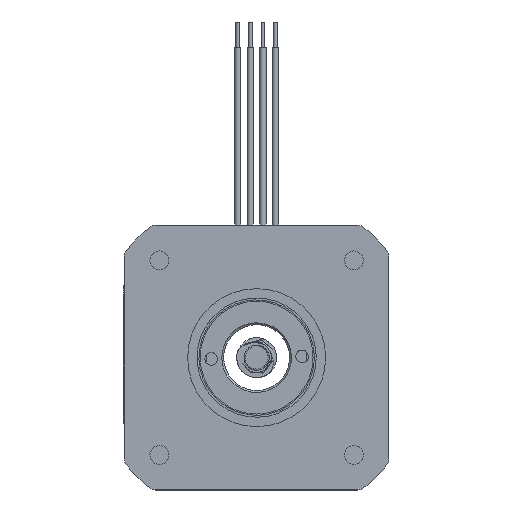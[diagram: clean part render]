
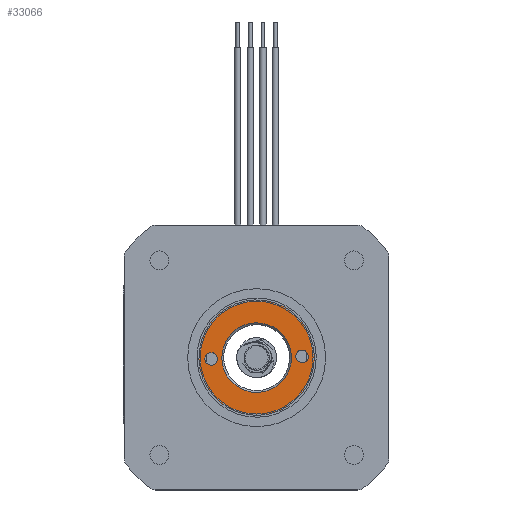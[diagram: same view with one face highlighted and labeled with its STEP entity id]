
A CAD part, front view. The second image highlights one B-rep face of the part: STEP entity #33066.
In plain terms, the highlighted face is planar.
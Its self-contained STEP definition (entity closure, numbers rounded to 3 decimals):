
#1904 = DIRECTION ( 'NONE',  ( 0., 0., 1. ) ) ;
#2204 = PLANE ( 'NONE',  #17066 ) ;
#2355 = CIRCLE ( 'NONE', #3673, 1. ) ;
#2987 = VERTEX_POINT ( 'NONE', #33748 ) ;
#3673 = AXIS2_PLACEMENT_3D ( 'NONE', #39314, #23359, #7615 ) ;
#3686 = DIRECTION ( 'NONE',  ( 1., 0., 0. ) ) ;
#3992 = EDGE_LOOP ( 'NONE', ( #13058, #19688 ) ) ;
#5383 = FACE_OUTER_BOUND ( 'NONE', #3992, .T. ) ;
#5508 = EDGE_LOOP ( 'NONE', ( #22292, #10929 ) ) ;
#6621 = CARTESIAN_POINT ( 'NONE',  ( 0., 0., 0. ) ) ;
#6680 = CARTESIAN_POINT ( 'NONE',  ( 7.25, 0., 0. ) ) ;
#6740 = ORIENTED_EDGE ( 'NONE', *, *, #37907, .T. ) ;
#6776 = CIRCLE ( 'NONE', #10844, 5.55 ) ;
#7071 = EDGE_CURVE ( 'NONE', #34263, #18432, #41146, .T. ) ;
#7615 = DIRECTION ( 'NONE',  ( 1., 0., 0. ) ) ;
#8199 = VERTEX_POINT ( 'NONE', #20137 ) ;
#8542 = FACE_BOUND ( 'NONE', #5508, .T. ) ;
#8665 = DIRECTION ( 'NONE',  ( 0., 0., 1. ) ) ;
#9167 = DIRECTION ( 'NONE',  ( 0., 0., -1. ) ) ;
#9218 = DIRECTION ( 'NONE',  ( 1., 0., 0. ) ) ;
#9556 = AXIS2_PLACEMENT_3D ( 'NONE', #20536, #19693, #35893 ) ;
#10006 = CARTESIAN_POINT ( 'NONE',  ( -7.25, 0., 0. ) ) ;
#10844 = AXIS2_PLACEMENT_3D ( 'NONE', #36574, #36782, #21000 ) ;
#10881 = VERTEX_POINT ( 'NONE', #30583 ) ;
#10929 = ORIENTED_EDGE ( 'NONE', *, *, #37519, .T. ) ;
#11300 = CARTESIAN_POINT ( 'NONE',  ( 8.25, 0., 0. ) ) ;
#11877 = EDGE_LOOP ( 'NONE', ( #23246, #24577 ) ) ;
#13047 = DIRECTION ( 'NONE',  ( 1., 0., 0. ) ) ;
#13058 = ORIENTED_EDGE ( 'NONE', *, *, #28541, .T. ) ;
#15463 = DIRECTION ( 'NONE',  ( 0., 0., 1. ) ) ;
#15697 = AXIS2_PLACEMENT_3D ( 'NONE', #6680, #8665, #24613 ) ;
#17066 = AXIS2_PLACEMENT_3D ( 'NONE', #6621, #15463, #21959 ) ;
#18432 = VERTEX_POINT ( 'NONE', #37875 ) ;
#19688 = ORIENTED_EDGE ( 'NONE', *, *, #29339, .T. ) ;
#19693 = DIRECTION ( 'NONE',  ( 0., 0., 1. ) ) ;
#20137 = CARTESIAN_POINT ( 'NONE',  ( -5.55, 0., 0. ) ) ;
#20536 = CARTESIAN_POINT ( 'NONE',  ( 0., 0., 0. ) ) ;
#21000 = DIRECTION ( 'NONE',  ( 1., 0., 0. ) ) ;
#21959 = DIRECTION ( 'NONE',  ( 1., 0., 0. ) ) ;
#21972 = DIRECTION ( 'NONE',  ( 1., 0., 0. ) ) ;
#22292 = ORIENTED_EDGE ( 'NONE', *, *, #25637, .T. ) ;
#22297 = CIRCLE ( 'NONE', #36411, 1. ) ;
#22688 = CARTESIAN_POINT ( 'NONE',  ( 0., 0., 0. ) ) ;
#22915 = EDGE_LOOP ( 'NONE', ( #36938, #6740 ) ) ;
#23063 = VERTEX_POINT ( 'NONE', #35051 ) ;
#23246 = ORIENTED_EDGE ( 'NONE', *, *, #7071, .T. ) ;
#23359 = DIRECTION ( 'NONE',  ( 0., 0., 1. ) ) ;
#24339 = EDGE_CURVE ( 'NONE', #18432, #34263, #39595, .T. ) ;
#24498 = FACE_BOUND ( 'NONE', #22915, .T. ) ;
#24577 = ORIENTED_EDGE ( 'NONE', *, *, #24339, .T. ) ;
#24613 = DIRECTION ( 'NONE',  ( 1., 0., 0. ) ) ;
#25013 = AXIS2_PLACEMENT_3D ( 'NONE', #22688, #34695, #13047 ) ;
#25125 = CARTESIAN_POINT ( 'NONE',  ( 0., 0., 0. ) ) ;
#25637 = EDGE_CURVE ( 'NONE', #8199, #31752, #6776, .T. ) ;
#26199 = AXIS2_PLACEMENT_3D ( 'NONE', #35059, #1904, #9218 ) ;
#27630 = CIRCLE ( 'NONE', #25013, 9.2 ) ;
#27682 = CIRCLE ( 'NONE', #9556, 5.55 ) ;
#28541 = EDGE_CURVE ( 'NONE', #10881, #2987, #27630, .T. ) ;
#28764 = CARTESIAN_POINT ( 'NONE',  ( 5.55, 0., 0. ) ) ;
#29339 = EDGE_CURVE ( 'NONE', #2987, #10881, #30988, .T. ) ;
#30583 = CARTESIAN_POINT ( 'NONE',  ( 9.2, 0., 0. ) ) ;
#30988 = CIRCLE ( 'NONE', #41013, 9.2 ) ;
#31752 = VERTEX_POINT ( 'NONE', #28764 ) ;
#32178 = CARTESIAN_POINT ( 'NONE',  ( -8.25, 0., 0. ) ) ;
#32484 = DIRECTION ( 'NONE',  ( 0., 0., 1. ) ) ;
#33066 = ADVANCED_FACE ( 'NONE', ( #24498, #37326, #8542, #5383 ), #2204, .F. ) ;
#33748 = CARTESIAN_POINT ( 'NONE',  ( -9.2, 0., 0. ) ) ;
#34263 = VERTEX_POINT ( 'NONE', #11300 ) ;
#34695 = DIRECTION ( 'NONE',  ( 0., 0., -1. ) ) ;
#35051 = CARTESIAN_POINT ( 'NONE',  ( -6.25, 0., 0. ) ) ;
#35059 = CARTESIAN_POINT ( 'NONE',  ( 7.25, 0., 0. ) ) ;
#35095 = EDGE_CURVE ( 'NONE', #23063, #40523, #2355, .T. ) ;
#35893 = DIRECTION ( 'NONE',  ( 1., 0., 0. ) ) ;
#36411 = AXIS2_PLACEMENT_3D ( 'NONE', #10006, #32484, #3686 ) ;
#36574 = CARTESIAN_POINT ( 'NONE',  ( 0., 0., 0. ) ) ;
#36782 = DIRECTION ( 'NONE',  ( 0., 0., 1. ) ) ;
#36938 = ORIENTED_EDGE ( 'NONE', *, *, #35095, .T. ) ;
#37326 = FACE_BOUND ( 'NONE', #11877, .T. ) ;
#37519 = EDGE_CURVE ( 'NONE', #31752, #8199, #27682, .T. ) ;
#37875 = CARTESIAN_POINT ( 'NONE',  ( 6.25, 0., 0. ) ) ;
#37907 = EDGE_CURVE ( 'NONE', #40523, #23063, #22297, .T. ) ;
#39314 = CARTESIAN_POINT ( 'NONE',  ( -7.25, 0., 0. ) ) ;
#39595 = CIRCLE ( 'NONE', #26199, 1. ) ;
#40523 = VERTEX_POINT ( 'NONE', #32178 ) ;
#41013 = AXIS2_PLACEMENT_3D ( 'NONE', #25125, #9167, #21972 ) ;
#41146 = CIRCLE ( 'NONE', #15697, 1. ) ;
